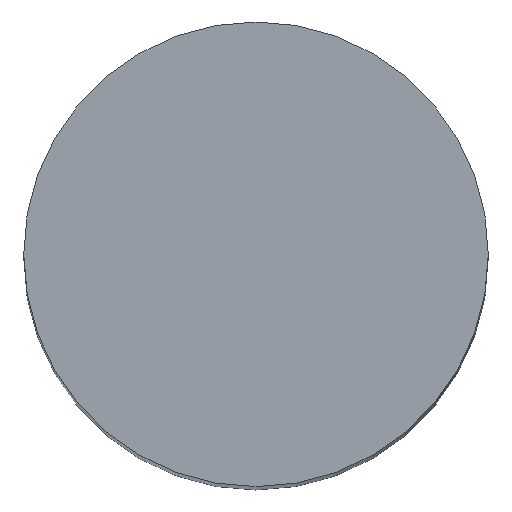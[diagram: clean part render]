
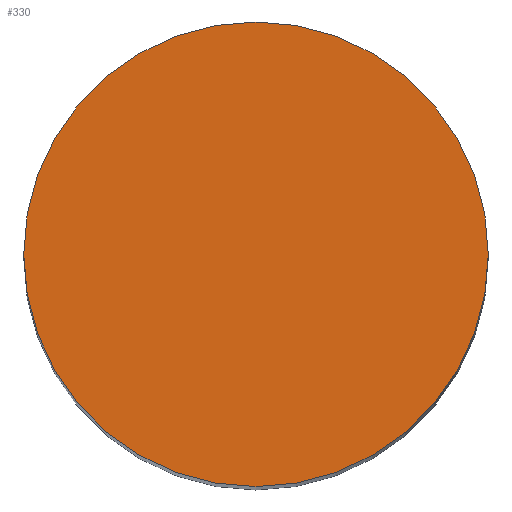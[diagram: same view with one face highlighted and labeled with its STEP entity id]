
A CAD part, top view. The second image highlights one B-rep face of the part: STEP entity #330.
In plain terms, the highlighted planar face has unit normal (0, 0, 1).
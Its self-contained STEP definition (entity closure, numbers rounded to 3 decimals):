
#182=EDGE_CURVE('240[2]',#466,#466,#467,.F.);
#330=ADVANCED_FACE('240[2]',(#660),#661,.F.);
#466=VERTEX_POINT('',#859);
#467=CIRCLE('',#860,3.5);
#660=FACE_OUTER_BOUND('',#1216,.T.);
#661=PLANE('',#1217);
#859=CARTESIAN_POINT('',(-3.5,0.,0.0));
#860=AXIS2_PLACEMENT_3D('',#1386,#1387,#1388);
#1216=EDGE_LOOP('',(#1611));
#1217=AXIS2_PLACEMENT_3D('',#1612,#1613,#1614);
#1386=CARTESIAN_POINT('',(0.0,0.0,0.0));
#1387=DIRECTION('',(0.,0.,-1.0));
#1388=DIRECTION('',(0.,1.0,0.));
#1611=ORIENTED_EDGE('',*,*,#182,.T.);
#1612=CARTESIAN_POINT('',(3.5,0.,0.0));
#1613=DIRECTION('',(0.,0.,-1.0));
#1614=DIRECTION('',(0.,1.0,0.));
